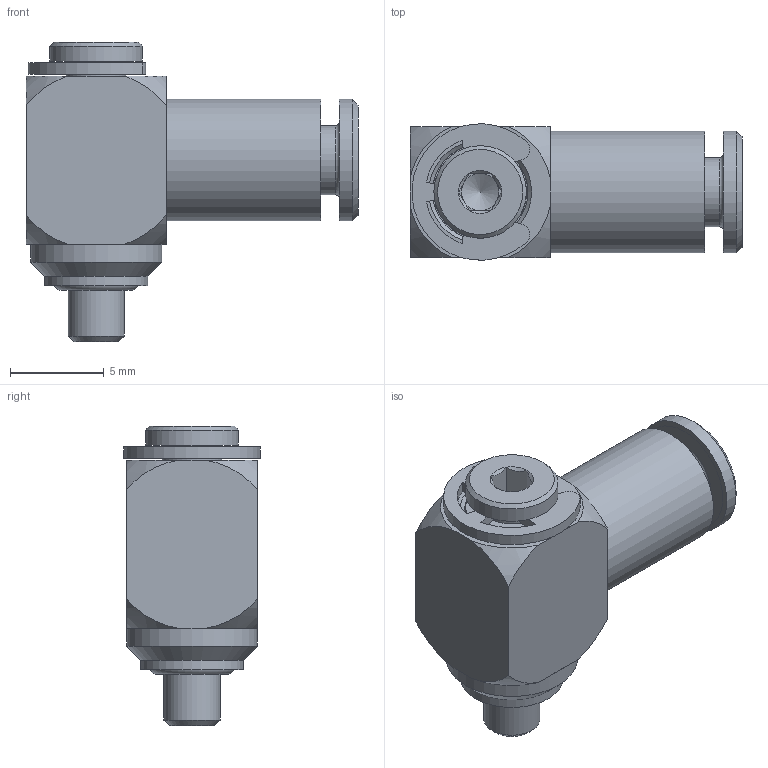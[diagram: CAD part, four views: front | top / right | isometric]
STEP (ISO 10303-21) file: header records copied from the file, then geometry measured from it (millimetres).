
FILE_DESCRIPTION(/* description */ (''),/* implementation_level */ '2;1');
FILE_NAME(/* name */ 'iqslv_m33_i_msv.stp',/* time_stamp */ '2017-11-13T14:40:01+01:00',/* author */ ('Hamoud'),/* organization */ (''),/* preprocessor_version */ 'ST-DEVELOPER v15.6',/* originating_system */ 'Autodesk Inventor LT ',/* authorisation */ '');
FILE_SCHEMA (('AUTOMOTIVE_DESIGN { 1 0 10303 214 3 1 1 }'));
Length unit declared in the file: millimetre
Products named in the file (1): iqslv_m33_i_msv
Bounding box: 17.75 x 7.29 x 16 mm (x, y, z)
Volume: 719.8 mm3; surface area: 1415.3 mm2
Topology: 5 solids, 5 shells, 98 faces, 212 edges, 129 vertices
Faces by surface type: plane 39, cylinder 29, cone 20, sphere 8, torus 2
Full cylindrical faces by diameter (mm): 1.5 x4, 2 x2, 3 x1, 3.1 x2, 3.2 x2, 3.7 x1, 4.5 x1, 4.95 x2, 5 x1, 5.1 x1, 5.5 x1, 6.5 x2, 7 x1
Entity records: 4421 total; most frequent: CARTESIAN_POINT 2358, DIRECTION 460, ORIENTED_EDGE 336, AXIS2_PLACEMENT_3D 202, EDGE_CURVE 168, EDGE_LOOP 151, VERTEX_POINT 121, CIRCLE 99
